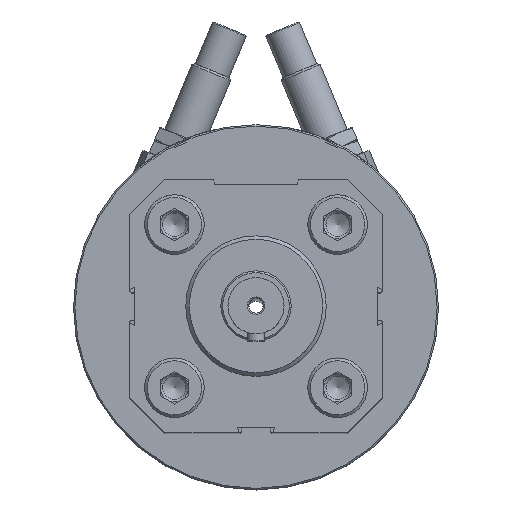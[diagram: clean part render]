
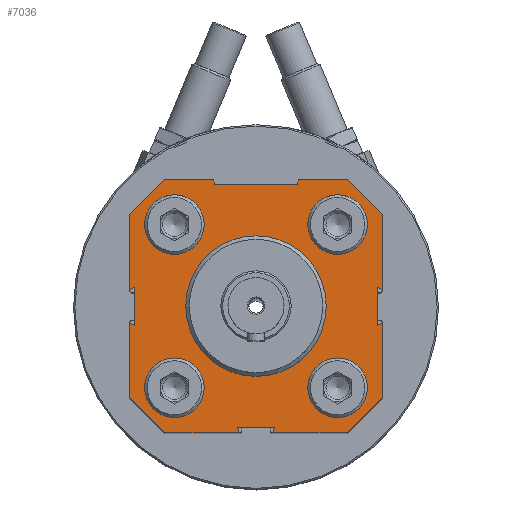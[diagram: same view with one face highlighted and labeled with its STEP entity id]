
A CAD part, top view. The second image highlights one B-rep face of the part: STEP entity #7036.
In plain terms, the highlighted face is planar.
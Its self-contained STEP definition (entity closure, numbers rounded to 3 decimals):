
#355=LINE('',#10766,#926);
#356=LINE('',#10769,#927);
#357=LINE('',#10771,#928);
#358=LINE('',#10773,#929);
#359=LINE('',#10775,#930);
#360=LINE('',#10777,#931);
#361=LINE('',#10779,#932);
#362=LINE('',#10781,#933);
#363=LINE('',#10783,#934);
#364=LINE('',#10785,#935);
#365=LINE('',#10787,#936);
#366=LINE('',#10789,#937);
#367=LINE('',#10791,#938);
#368=LINE('',#10793,#939);
#369=LINE('',#10795,#940);
#370=LINE('',#10797,#941);
#371=LINE('',#10799,#942);
#372=LINE('',#10801,#943);
#373=LINE('',#10803,#944);
#374=LINE('',#10805,#945);
#375=LINE('',#10807,#946);
#376=LINE('',#10809,#947);
#377=LINE('',#10811,#948);
#378=LINE('',#10813,#949);
#926=VECTOR('',#8477,1000.);
#927=VECTOR('',#8478,1000.);
#928=VECTOR('',#8479,1000.);
#929=VECTOR('',#8480,1000.);
#930=VECTOR('',#8481,1000.);
#931=VECTOR('',#8482,1000.);
#932=VECTOR('',#8483,1000.);
#933=VECTOR('',#8484,1000.);
#934=VECTOR('',#8485,1000.);
#935=VECTOR('',#8486,1000.);
#936=VECTOR('',#8487,1000.);
#937=VECTOR('',#8488,1000.);
#938=VECTOR('',#8489,1000.);
#939=VECTOR('',#8490,1000.);
#940=VECTOR('',#8491,1000.);
#941=VECTOR('',#8492,1000.);
#942=VECTOR('',#8493,1000.);
#943=VECTOR('',#8494,1000.);
#944=VECTOR('',#8495,1000.);
#945=VECTOR('',#8496,1000.);
#946=VECTOR('',#8497,1000.);
#947=VECTOR('',#8498,1000.);
#948=VECTOR('',#8499,1000.);
#949=VECTOR('',#8500,1000.);
#1497=ORIENTED_EDGE('',*,*,#3467,.F.);
#1498=ORIENTED_EDGE('',*,*,#3468,.F.);
#1499=ORIENTED_EDGE('',*,*,#3469,.F.);
#1500=ORIENTED_EDGE('',*,*,#3470,.F.);
#1501=ORIENTED_EDGE('',*,*,#3471,.F.);
#1502=ORIENTED_EDGE('',*,*,#3472,.F.);
#1503=ORIENTED_EDGE('',*,*,#3473,.F.);
#1504=ORIENTED_EDGE('',*,*,#3474,.F.);
#1505=ORIENTED_EDGE('',*,*,#3475,.F.);
#1506=ORIENTED_EDGE('',*,*,#3476,.F.);
#1507=ORIENTED_EDGE('',*,*,#3477,.F.);
#1508=ORIENTED_EDGE('',*,*,#3478,.F.);
#1509=ORIENTED_EDGE('',*,*,#3479,.F.);
#1510=ORIENTED_EDGE('',*,*,#3480,.F.);
#1511=ORIENTED_EDGE('',*,*,#3481,.F.);
#1512=ORIENTED_EDGE('',*,*,#3482,.F.);
#1513=ORIENTED_EDGE('',*,*,#3483,.F.);
#1514=ORIENTED_EDGE('',*,*,#3484,.F.);
#1515=ORIENTED_EDGE('',*,*,#3485,.F.);
#1516=ORIENTED_EDGE('',*,*,#3486,.F.);
#1517=ORIENTED_EDGE('',*,*,#3487,.F.);
#1518=ORIENTED_EDGE('',*,*,#3488,.F.);
#1519=ORIENTED_EDGE('',*,*,#3489,.F.);
#1520=ORIENTED_EDGE('',*,*,#3490,.F.);
#1521=ORIENTED_EDGE('',*,*,#3491,.F.);
#1522=ORIENTED_EDGE('',*,*,#3492,.F.);
#1523=ORIENTED_EDGE('',*,*,#3493,.F.);
#1524=ORIENTED_EDGE('',*,*,#3494,.F.);
#1525=ORIENTED_EDGE('',*,*,#3495,.F.);
#3467=EDGE_CURVE('',#4452,#4452,#5149,.T.);
#3468=EDGE_CURVE('',#4453,#4453,#5150,.T.);
#3469=EDGE_CURVE('',#4454,#4454,#5151,.F.);
#3470=EDGE_CURVE('',#4455,#4456,#355,.T.);
#3471=EDGE_CURVE('',#4457,#4455,#356,.T.);
#3472=EDGE_CURVE('',#4458,#4457,#357,.T.);
#3473=EDGE_CURVE('',#4459,#4458,#358,.T.);
#3474=EDGE_CURVE('',#4460,#4459,#359,.T.);
#3475=EDGE_CURVE('',#4461,#4460,#360,.T.);
#3476=EDGE_CURVE('',#4462,#4461,#361,.T.);
#3477=EDGE_CURVE('',#4463,#4462,#362,.T.);
#3478=EDGE_CURVE('',#4464,#4463,#363,.T.);
#3479=EDGE_CURVE('',#4465,#4464,#364,.T.);
#3480=EDGE_CURVE('',#4466,#4465,#365,.T.);
#3481=EDGE_CURVE('',#4467,#4466,#366,.T.);
#3482=EDGE_CURVE('',#4468,#4467,#367,.T.);
#3483=EDGE_CURVE('',#4469,#4468,#368,.T.);
#3484=EDGE_CURVE('',#4470,#4469,#369,.T.);
#3485=EDGE_CURVE('',#4471,#4470,#370,.T.);
#3486=EDGE_CURVE('',#4472,#4471,#371,.T.);
#3487=EDGE_CURVE('',#4473,#4472,#372,.T.);
#3488=EDGE_CURVE('',#4474,#4473,#373,.T.);
#3489=EDGE_CURVE('',#4475,#4474,#374,.T.);
#3490=EDGE_CURVE('',#4476,#4475,#375,.T.);
#3491=EDGE_CURVE('',#4477,#4476,#376,.T.);
#3492=EDGE_CURVE('',#4478,#4477,#377,.T.);
#3493=EDGE_CURVE('',#4456,#4478,#378,.T.);
#3494=EDGE_CURVE('',#4479,#4479,#5152,.T.);
#3495=EDGE_CURVE('',#4480,#4480,#5153,.T.);
#4452=VERTEX_POINT('',#10761);
#4453=VERTEX_POINT('',#10763);
#4454=VERTEX_POINT('',#10765);
#4455=VERTEX_POINT('',#10767);
#4456=VERTEX_POINT('',#10768);
#4457=VERTEX_POINT('',#10770);
#4458=VERTEX_POINT('',#10772);
#4459=VERTEX_POINT('',#10774);
#4460=VERTEX_POINT('',#10776);
#4461=VERTEX_POINT('',#10778);
#4462=VERTEX_POINT('',#10780);
#4463=VERTEX_POINT('',#10782);
#4464=VERTEX_POINT('',#10784);
#4465=VERTEX_POINT('',#10786);
#4466=VERTEX_POINT('',#10788);
#4467=VERTEX_POINT('',#10790);
#4468=VERTEX_POINT('',#10792);
#4469=VERTEX_POINT('',#10794);
#4470=VERTEX_POINT('',#10796);
#4471=VERTEX_POINT('',#10798);
#4472=VERTEX_POINT('',#10800);
#4473=VERTEX_POINT('',#10802);
#4474=VERTEX_POINT('',#10804);
#4475=VERTEX_POINT('',#10806);
#4476=VERTEX_POINT('',#10808);
#4477=VERTEX_POINT('',#10810);
#4478=VERTEX_POINT('',#10812);
#4479=VERTEX_POINT('',#10815);
#4480=VERTEX_POINT('',#10817);
#5149=CIRCLE('',#7609,8.5);
#5150=CIRCLE('',#7610,8.5);
#5151=CIRCLE('',#7611,20.);
#5152=CIRCLE('',#7612,8.5);
#5153=CIRCLE('',#7613,8.5);
#5535=EDGE_LOOP('',(#1497));
#5536=EDGE_LOOP('',(#1498));
#5537=EDGE_LOOP('',(#1499));
#5538=EDGE_LOOP('',(#1500,#1501,#1502,#1503,#1504,#1505,#1506,#1507,#1508,
#1509,#1510,#1511,#1512,#1513,#1514,#1515,#1516,#1517,#1518,#1519,#1520,
#1521,#1522,#1523));
#5539=EDGE_LOOP('',(#1524));
#5540=EDGE_LOOP('',(#1525));
#6162=FACE_BOUND('',#5535,.T.);
#6163=FACE_BOUND('',#5536,.T.);
#6164=FACE_BOUND('',#5537,.T.);
#6165=FACE_BOUND('',#5538,.T.);
#6166=FACE_BOUND('',#5539,.T.);
#6167=FACE_BOUND('',#5540,.T.);
#6796=PLANE('',#7608);
#7036=ADVANCED_FACE('',(#6162,#6163,#6164,#6165,#6166,#6167),#6796,.F.);
#7608=AXIS2_PLACEMENT_3D('',#10759,#8469,#8470);
#7609=AXIS2_PLACEMENT_3D('',#10760,#8471,#8472);
#7610=AXIS2_PLACEMENT_3D('',#10762,#8473,#8474);
#7611=AXIS2_PLACEMENT_3D('',#10764,#8475,#8476);
#7612=AXIS2_PLACEMENT_3D('',#10814,#8501,#8502);
#7613=AXIS2_PLACEMENT_3D('',#10816,#8503,#8504);
#8469=DIRECTION('',(1.,0.,0.));
#8470=DIRECTION('',(0.,0.,-1.));
#8471=DIRECTION('',(-1.,0.,0.));
#8472=DIRECTION('',(0.,0.,1.));
#8473=DIRECTION('',(-1.,0.,0.));
#8474=DIRECTION('',(0.,0.,1.));
#8475=DIRECTION('',(1.,0.,0.));
#8476=DIRECTION('',(0.,0.,-1.));
#8477=DIRECTION('',(0.,-1.,0.));
#8478=DIRECTION('',(0.,0.429,0.903));
#8479=DIRECTION('',(0.,-1.,0.));
#8480=DIRECTION('',(0.,0.429,-0.903));
#8481=DIRECTION('',(0.,-1.,0.));
#8482=DIRECTION('',(0.,-0.707,0.707));
#8483=DIRECTION('',(0.,0.,1.));
#8484=DIRECTION('',(0.,0.996,0.087));
#8485=DIRECTION('',(0.,0.,1.));
#8486=DIRECTION('',(0.,-0.996,0.087));
#8487=DIRECTION('',(0.,0.,1.));
#8488=DIRECTION('',(0.,0.707,0.707));
#8489=DIRECTION('',(0.,1.,0.));
#8490=DIRECTION('',(0.,-0.429,-0.903));
#8491=DIRECTION('',(0.,1.,0.));
#8492=DIRECTION('',(0.,-0.429,0.903));
#8493=DIRECTION('',(0.,1.,0.));
#8494=DIRECTION('',(0.,0.707,-0.707));
#8495=DIRECTION('',(0.,0.,-1.));
#8496=DIRECTION('',(0.,-0.903,0.429));
#8497=DIRECTION('',(0.,0.,-1.));
#8498=DIRECTION('',(0.,0.903,0.429));
#8499=DIRECTION('',(0.,0.,-1.));
#8500=DIRECTION('',(0.,-0.707,-0.707));
#8501=DIRECTION('',(-1.,0.,0.));
#8502=DIRECTION('',(0.,0.,1.));
#8503=DIRECTION('',(-1.,0.,0.));
#8504=DIRECTION('',(0.,0.,1.));
#10759=CARTESIAN_POINT('',(-268.,0.,0.));
#10760=CARTESIAN_POINT('',(-268.,-23.25,23.25));
#10761=CARTESIAN_POINT('',(-268.,-23.25,31.75));
#10762=CARTESIAN_POINT('',(-268.,23.25,-23.25));
#10763=CARTESIAN_POINT('',(-268.,23.25,-14.75));
#10764=CARTESIAN_POINT('',(-268.,0.,0.));
#10765=CARTESIAN_POINT('',(-268.,0.,-20.));
#10766=CARTESIAN_POINT('',(-268.,-4.716,36.));
#10767=CARTESIAN_POINT('',(-268.,-4.716,36.));
#10768=CARTESIAN_POINT('',(-268.,-26.,36.));
#10769=CARTESIAN_POINT('',(-268.,-5.4,34.56));
#10770=CARTESIAN_POINT('',(-268.,-5.4,34.56));
#10771=CARTESIAN_POINT('',(-268.,5.4,34.56));
#10772=CARTESIAN_POINT('',(-268.,5.4,34.56));
#10773=CARTESIAN_POINT('',(-268.,4.716,36.));
#10774=CARTESIAN_POINT('',(-268.,4.716,36.));
#10775=CARTESIAN_POINT('',(-268.,26.,36.));
#10776=CARTESIAN_POINT('',(-268.,26.,36.));
#10777=CARTESIAN_POINT('',(-268.,36.,26.));
#10778=CARTESIAN_POINT('',(-268.,36.,26.));
#10779=CARTESIAN_POINT('',(-268.,36.,12.));
#10780=CARTESIAN_POINT('',(-268.,36.,12.));
#10781=CARTESIAN_POINT('',(-268.,34.704,11.887));
#10782=CARTESIAN_POINT('',(-268.,34.704,11.887));
#10783=CARTESIAN_POINT('',(-268.,34.704,-11.887));
#10784=CARTESIAN_POINT('',(-268.,34.704,-11.887));
#10785=CARTESIAN_POINT('',(-268.,36.,-12.));
#10786=CARTESIAN_POINT('',(-268.,36.,-12.));
#10787=CARTESIAN_POINT('',(-268.,36.,-26.));
#10788=CARTESIAN_POINT('',(-268.,36.,-26.));
#10789=CARTESIAN_POINT('',(-268.,26.,-36.));
#10790=CARTESIAN_POINT('',(-268.,26.,-36.));
#10791=CARTESIAN_POINT('',(-268.,4.716,-36.));
#10792=CARTESIAN_POINT('',(-268.,4.716,-36.));
#10793=CARTESIAN_POINT('',(-268.,5.4,-34.56));
#10794=CARTESIAN_POINT('',(-268.,5.4,-34.56));
#10795=CARTESIAN_POINT('',(-268.,-5.4,-34.56));
#10796=CARTESIAN_POINT('',(-268.,-5.4,-34.56));
#10797=CARTESIAN_POINT('',(-268.,-4.716,-36.));
#10798=CARTESIAN_POINT('',(-268.,-4.716,-36.));
#10799=CARTESIAN_POINT('',(-268.,-26.,-36.));
#10800=CARTESIAN_POINT('',(-268.,-26.,-36.));
#10801=CARTESIAN_POINT('',(-268.,-36.,-26.));
#10802=CARTESIAN_POINT('',(-268.,-36.,-26.));
#10803=CARTESIAN_POINT('',(-268.,-36.,-4.716));
#10804=CARTESIAN_POINT('',(-268.,-36.,-4.716));
#10805=CARTESIAN_POINT('',(-268.,-34.56,-5.4));
#10806=CARTESIAN_POINT('',(-268.,-34.56,-5.4));
#10807=CARTESIAN_POINT('',(-268.,-34.56,5.4));
#10808=CARTESIAN_POINT('',(-268.,-34.56,5.4));
#10809=CARTESIAN_POINT('',(-268.,-36.,4.716));
#10810=CARTESIAN_POINT('',(-268.,-36.,4.716));
#10811=CARTESIAN_POINT('',(-268.,-36.,26.));
#10812=CARTESIAN_POINT('',(-268.,-36.,26.));
#10813=CARTESIAN_POINT('',(-268.,-26.,36.));
#10814=CARTESIAN_POINT('',(-268.,-23.25,-23.25));
#10815=CARTESIAN_POINT('',(-268.,-23.25,-14.75));
#10816=CARTESIAN_POINT('',(-268.,23.25,23.25));
#10817=CARTESIAN_POINT('',(-268.,23.25,31.75));
